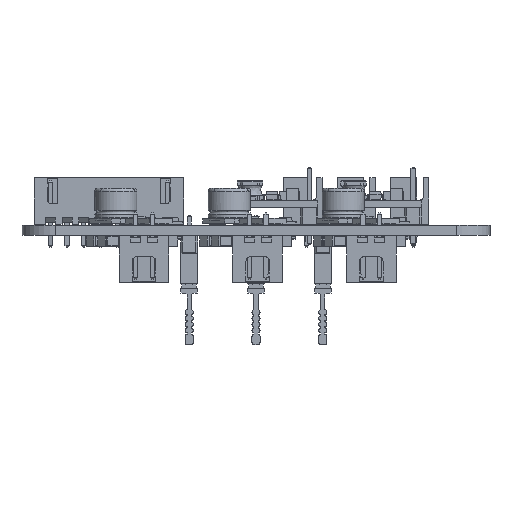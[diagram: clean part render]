
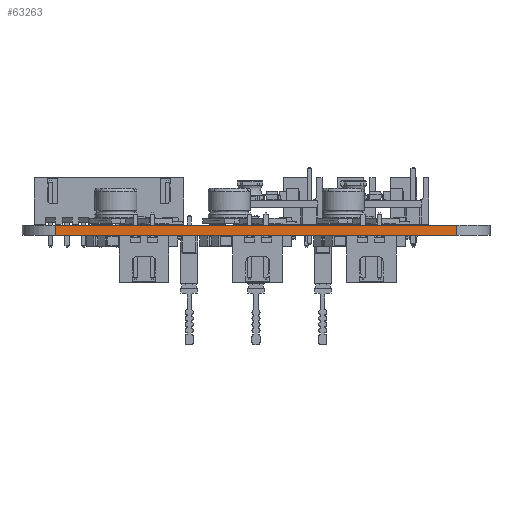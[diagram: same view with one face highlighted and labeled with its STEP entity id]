
A CAD part, left-side view. The second image highlights one B-rep face of the part: STEP entity #63263.
In plain terms, the highlighted planar face has unit normal (-1, 0, 0).
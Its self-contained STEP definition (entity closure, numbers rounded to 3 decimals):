
#60800 = VERTEX_POINT('',#60801);
#60801 = CARTESIAN_POINT('',(-35.,30.,0.));
#60808 = EDGE_CURVE('',#60809,#60800,#60811,.T.);
#60809 = VERTEX_POINT('',#60810);
#60810 = CARTESIAN_POINT('',(-35.,-30.,0.));
#60811 = LINE('',#60812,#60813);
#60812 = CARTESIAN_POINT('',(-35.,-30.,0.));
#60813 = VECTOR('',#60814,1.);
#60814 = DIRECTION('',(0.,1.,0.));
#62018 = VERTEX_POINT('',#62019);
#62019 = CARTESIAN_POINT('',(-35.,30.,1.51));
#62026 = EDGE_CURVE('',#62027,#62018,#62029,.T.);
#62027 = VERTEX_POINT('',#62028);
#62028 = CARTESIAN_POINT('',(-35.,-30.,1.51));
#62029 = LINE('',#62030,#62031);
#62030 = CARTESIAN_POINT('',(-35.,-30.,1.51));
#62031 = VECTOR('',#62032,1.);
#62032 = DIRECTION('',(0.,1.,0.));
#63233 = EDGE_CURVE('',#60800,#62018,#63234,.T.);
#63234 = LINE('',#63235,#63236);
#63235 = CARTESIAN_POINT('',(-35.,30.,0.));
#63236 = VECTOR('',#63237,1.);
#63237 = DIRECTION('',(0.,0.,1.));
#63263 = ADVANCED_FACE('',(#63264),#63275,.T.);
#63264 = FACE_BOUND('',#63265,.T.);
#63265 = EDGE_LOOP('',(#63266,#63272,#63273,#63274));
#63266 = ORIENTED_EDGE('',*,*,#63267,.T.);
#63267 = EDGE_CURVE('',#60809,#62027,#63268,.T.);
#63268 = LINE('',#63269,#63270);
#63269 = CARTESIAN_POINT('',(-35.,-30.,0.));
#63270 = VECTOR('',#63271,1.);
#63271 = DIRECTION('',(0.,0.,1.));
#63272 = ORIENTED_EDGE('',*,*,#62026,.T.);
#63273 = ORIENTED_EDGE('',*,*,#63233,.F.);
#63274 = ORIENTED_EDGE('',*,*,#60808,.F.);
#63275 = PLANE('',#63276);
#63276 = AXIS2_PLACEMENT_3D('',#63277,#63278,#63279);
#63277 = CARTESIAN_POINT('',(-35.,-30.,0.));
#63278 = DIRECTION('',(-1.,0.,0.));
#63279 = DIRECTION('',(0.,1.,0.));
